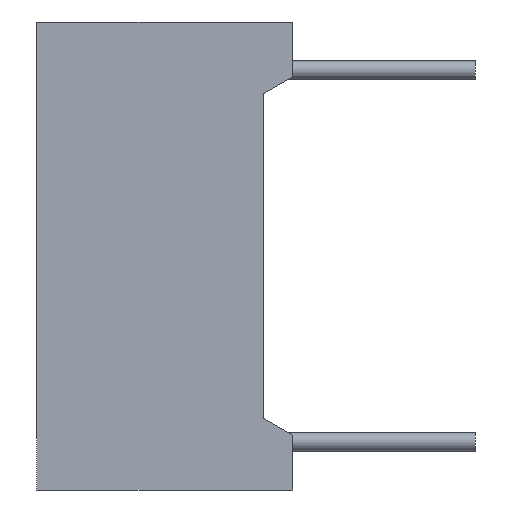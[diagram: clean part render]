
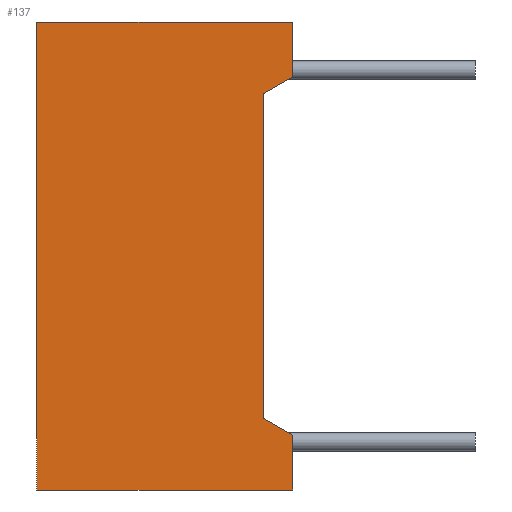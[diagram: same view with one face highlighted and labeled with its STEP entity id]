
A CAD part, left-side view. The second image highlights one B-rep face of the part: STEP entity #137.
In plain terms, the highlighted planar face has unit normal (-1, 0, 0).
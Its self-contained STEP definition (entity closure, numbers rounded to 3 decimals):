
#105 = ORIENTED_EDGE ( 'NONE', *, *, #8868, .T. ) ;
#106 = ORIENTED_EDGE ( 'NONE', *, *, #107, .T. ) ;
#107 = EDGE_CURVE ( 'NONE', #8851, #108, #2342, .T. ) ;
#108 = VERTEX_POINT ( 'NONE', #2406 ) ;
#109 = ORIENTED_EDGE ( 'NONE', *, *, #111, .T. ) ;
#111 = EDGE_CURVE ( 'NONE', #108, #9198, #2405, .T. ) ;
#133 = VERTEX_POINT ( 'NONE', #2433 ) ;
#135 = EDGE_CURVE ( 'NONE', #3555, #133, #2432, .T. ) ;
#137 = ADVANCED_FACE ( 'NONE', ( #2428 ), #2427, .T. ) ;
#138 = EDGE_LOOP ( 'NONE', ( #140, #9199, #9201, #9202, #9204, #105, #106, #109 ) ) ;
#140 = ORIENTED_EDGE ( 'NONE', *, *, #141, .T. ) ;
#141 = EDGE_CURVE ( 'NONE', #9198, #3545, #2422, .T. ) ;
#2339 = DIRECTION ( 'NONE',  ( 0., 0.866, 0.5 ) ) ;
#2340 = VECTOR ( 'NONE', #2339, 1000. ) ;
#2341 = CARTESIAN_POINT ( 'NONE',  ( -20.1, -7., -4.9 ) ) ;
#2342 = LINE ( 'NONE', #2341, #2340 ) ;
#2402 = DIRECTION ( 'NONE',  ( 0., 0., 1. ) ) ;
#2403 = VECTOR ( 'NONE', #2402, 1000. ) ;
#2404 = CARTESIAN_POINT ( 'NONE',  ( -20.1, -6.2, 4.438 ) ) ;
#2405 = LINE ( 'NONE', #2404, #2403 ) ;
#2406 = CARTESIAN_POINT ( 'NONE',  ( -20.1, -6.2, -4.438 ) ) ;
#2419 = DIRECTION ( 'NONE',  ( 0., -0.866, 0.5 ) ) ;
#2420 = VECTOR ( 'NONE', #2419, 1000. ) ;
#2421 = CARTESIAN_POINT ( 'NONE',  ( -20.1, -7., 4.9 ) ) ;
#2422 = LINE ( 'NONE', #2421, #2420 ) ;
#2423 = DIRECTION ( 'NONE',  ( 0., 0., 1. ) ) ;
#2424 = DIRECTION ( 'NONE',  ( -1., 0., 0. ) ) ;
#2425 = CARTESIAN_POINT ( 'NONE',  ( -20.1, -7., -6.4 ) ) ;
#2426 = AXIS2_PLACEMENT_3D ( 'NONE', #2425, #2424, #2423 ) ;
#2427 = PLANE ( 'NONE',  #2426 ) ;
#2428 = FACE_OUTER_BOUND ( 'NONE', #138, .T. ) ;
#2429 = DIRECTION ( 'NONE',  ( 0., 1., 0. ) ) ;
#2430 = VECTOR ( 'NONE', #2429, 1000. ) ;
#2431 = CARTESIAN_POINT ( 'NONE',  ( -20.1, -7., 6.4 ) ) ;
#2432 = LINE ( 'NONE', #2431, #2430 ) ;
#2433 = CARTESIAN_POINT ( 'NONE',  ( -20.1, 0., 6.4 ) ) ;
#3545 = VERTEX_POINT ( 'NONE', #7646 ) ;
#3555 = VERTEX_POINT ( 'NONE', #7661 ) ;
#3563 = EDGE_CURVE ( 'NONE', #3545, #3555, #7703, .T. ) ;
#3599 = VERTEX_POINT ( 'NONE', #7777 ) ;
#6229 = VERTEX_POINT ( 'NONE', #8026 ) ;
#7646 = CARTESIAN_POINT ( 'NONE',  ( -20.1, -7., 4.9 ) ) ;
#7661 = CARTESIAN_POINT ( 'NONE',  ( -20.1, -7., 6.4 ) ) ;
#7700 = DIRECTION ( 'NONE',  ( 0., 0., 1. ) ) ;
#7701 = VECTOR ( 'NONE', #7700, 1000. ) ;
#7702 = CARTESIAN_POINT ( 'NONE',  ( -20.1, -7., -6.4 ) ) ;
#7703 = LINE ( 'NONE', #7702, #7701 ) ;
#7777 = CARTESIAN_POINT ( 'NONE',  ( -20.1, 0., -6.4 ) ) ;
#8026 = CARTESIAN_POINT ( 'NONE',  ( -20.1, -7., -6.4 ) ) ;
#8177 = CARTESIAN_POINT ( 'NONE',  ( -20.1, -7., -4.9 ) ) ;
#8217 = DIRECTION ( 'NONE',  ( 0., 0., 1. ) ) ;
#8218 = VECTOR ( 'NONE', #8217, 1000. ) ;
#8219 = CARTESIAN_POINT ( 'NONE',  ( -20.1, -7., -6.4 ) ) ;
#8220 = LINE ( 'NONE', #8219, #8218 ) ;
#8320 = DIRECTION ( 'NONE',  ( 0., 1., 0. ) ) ;
#8321 = VECTOR ( 'NONE', #8320, 1000. ) ;
#8322 = CARTESIAN_POINT ( 'NONE',  ( -20.1, -7., -6.4 ) ) ;
#8323 = LINE ( 'NONE', #8322, #8321 ) ;
#8717 = DIRECTION ( 'NONE',  ( 0., 0., 1. ) ) ;
#8718 = VECTOR ( 'NONE', #8717, 1000. ) ;
#8719 = CARTESIAN_POINT ( 'NONE',  ( -20.1, 0., -6.4 ) ) ;
#8720 = LINE ( 'NONE', #8719, #8718 ) ;
#8727 = CARTESIAN_POINT ( 'NONE',  ( -20.1, -6.2, 4.438 ) ) ;
#8851 = VERTEX_POINT ( 'NONE', #8177 ) ;
#8868 = EDGE_CURVE ( 'NONE', #6229, #8851, #8220, .T. ) ;
#8917 = EDGE_CURVE ( 'NONE', #6229, #3599, #8323, .T. ) ;
#9198 = VERTEX_POINT ( 'NONE', #8727 ) ;
#9199 = ORIENTED_EDGE ( 'NONE', *, *, #3563, .T. ) ;
#9201 = ORIENTED_EDGE ( 'NONE', *, *, #135, .T. ) ;
#9202 = ORIENTED_EDGE ( 'NONE', *, *, #9203, .F. ) ;
#9203 = EDGE_CURVE ( 'NONE', #3599, #133, #8720, .T. ) ;
#9204 = ORIENTED_EDGE ( 'NONE', *, *, #8917, .F. ) ;
